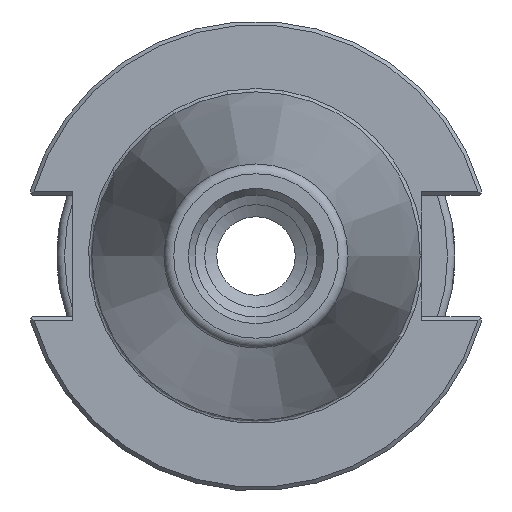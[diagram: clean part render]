
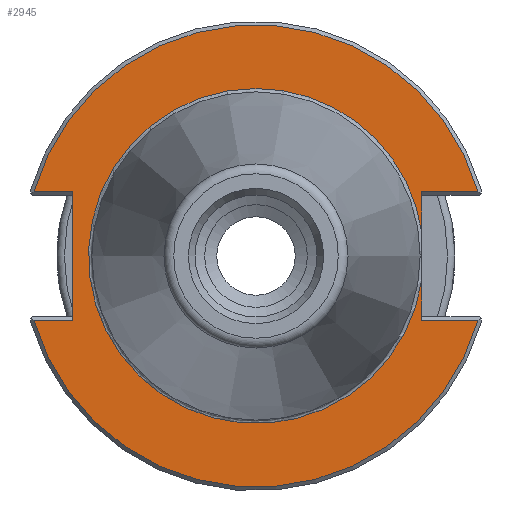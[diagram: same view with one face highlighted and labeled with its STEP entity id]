
A CAD part, left-side view. The second image highlights one B-rep face of the part: STEP entity #2945.
In plain terms, the highlighted planar face has unit normal (-1, 0, 0).
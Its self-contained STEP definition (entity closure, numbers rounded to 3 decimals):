
#127=PLANE('',#3159);
#205=FACE_OUTER_BOUND('',#362,.T.);
#362=EDGE_LOOP('',(#2034,#2035,#2036,#2037,#2038,#2039,#2040,#2041,#2042,
#2043,#2044));
#592=CIRCLE('',#3157,31.242);
#593=CIRCLE('',#3160,22.638);
#594=CIRCLE('',#3161,22.638);
#595=CIRCLE('',#3162,31.242);
#817=LINE('',#4741,#974);
#818=LINE('',#4744,#975);
#819=LINE('',#4750,#976);
#820=LINE('',#4752,#977);
#821=LINE('',#4756,#978);
#822=LINE('',#4758,#979);
#823=LINE('',#4759,#980);
#974=VECTOR('',#3636,10.);
#975=VECTOR('',#3639,10.);
#976=VECTOR('',#3644,10.);
#977=VECTOR('',#3645,10.);
#978=VECTOR('',#3648,10.);
#979=VECTOR('',#3649,10.);
#980=VECTOR('',#3650,10.);
#1159=VERTEX_POINT('',#4723);
#1160=VERTEX_POINT('',#4727);
#1163=VERTEX_POINT('',#4739);
#1164=VERTEX_POINT('',#4743);
#1165=VERTEX_POINT('',#4745);
#1166=VERTEX_POINT('',#4747);
#1167=VERTEX_POINT('',#4749);
#1168=VERTEX_POINT('',#4751);
#1169=VERTEX_POINT('',#4753);
#1170=VERTEX_POINT('',#4755);
#1171=VERTEX_POINT('',#4757);
#1517=EDGE_CURVE('',#1159,#1160,#592,.T.);
#1522=EDGE_CURVE('',#1163,#1159,#817,.T.);
#1523=EDGE_CURVE('',#1163,#1164,#818,.T.);
#1524=EDGE_CURVE('',#1164,#1165,#593,.T.);
#1525=EDGE_CURVE('',#1165,#1166,#594,.T.);
#1526=EDGE_CURVE('',#1166,#1167,#819,.T.);
#1527=EDGE_CURVE('',#1168,#1167,#820,.T.);
#1528=EDGE_CURVE('',#1169,#1168,#595,.T.);
#1529=EDGE_CURVE('',#1170,#1169,#821,.T.);
#1530=EDGE_CURVE('',#1170,#1171,#822,.T.);
#1531=EDGE_CURVE('',#1160,#1171,#823,.T.);
#2034=ORIENTED_EDGE('',*,*,#1522,.F.);
#2035=ORIENTED_EDGE('',*,*,#1523,.T.);
#2036=ORIENTED_EDGE('',*,*,#1524,.T.);
#2037=ORIENTED_EDGE('',*,*,#1525,.T.);
#2038=ORIENTED_EDGE('',*,*,#1526,.T.);
#2039=ORIENTED_EDGE('',*,*,#1527,.F.);
#2040=ORIENTED_EDGE('',*,*,#1528,.F.);
#2041=ORIENTED_EDGE('',*,*,#1529,.F.);
#2042=ORIENTED_EDGE('',*,*,#1530,.T.);
#2043=ORIENTED_EDGE('',*,*,#1531,.F.);
#2044=ORIENTED_EDGE('',*,*,#1517,.F.);
#2945=ADVANCED_FACE('',(#205),#127,.T.);
#3157=AXIS2_PLACEMENT_3D('',#4728,#3630,#3631);
#3159=AXIS2_PLACEMENT_3D('',#4742,#3637,#3638);
#3160=AXIS2_PLACEMENT_3D('',#4746,#3640,#3641);
#3161=AXIS2_PLACEMENT_3D('',#4748,#3642,#3643);
#3162=AXIS2_PLACEMENT_3D('',#4754,#3646,#3647);
#3630=DIRECTION('center_axis',(1.,0.,0.));
#3631=DIRECTION('ref_axis',(0.,0.,-1.));
#3636=DIRECTION('',(0.,-1.,0.));
#3637=DIRECTION('center_axis',(-1.,0.,0.));
#3638=DIRECTION('ref_axis',(0.,0.,1.));
#3639=DIRECTION('',(0.,0.,1.));
#3640=DIRECTION('center_axis',(1.,0.,0.));
#3641=DIRECTION('ref_axis',(0.,0.,-1.));
#3642=DIRECTION('center_axis',(1.,0.,0.));
#3643=DIRECTION('ref_axis',(0.,0.,-1.));
#3644=DIRECTION('',(0.,0.,1.));
#3645=DIRECTION('',(0.,1.,0.));
#3646=DIRECTION('center_axis',(1.,0.,0.));
#3647=DIRECTION('ref_axis',(0.,0.,-1.));
#3648=DIRECTION('',(0.,1.,0.));
#3649=DIRECTION('',(0.,0.,-1.));
#3650=DIRECTION('',(0.,-1.,0.));
#4723=CARTESIAN_POINT('',(3.175,-30.009,-8.69));
#4727=CARTESIAN_POINT('',(3.175,30.009,-8.69));
#4728=CARTESIAN_POINT('Origin',(3.175,0.,0.));
#4739=CARTESIAN_POINT('',(3.175,-22.41,-8.69));
#4741=CARTESIAN_POINT('',(3.175,4.416,-8.69));
#4742=CARTESIAN_POINT('Origin',(3.175,31.242,0.));
#4743=CARTESIAN_POINT('',(3.175,-22.41,-3.203));
#4744=CARTESIAN_POINT('',(3.175,-22.41,4.095));
#4745=CARTESIAN_POINT('',(3.175,0.,22.638));
#4746=CARTESIAN_POINT('Origin',(3.175,0.,0.));
#4747=CARTESIAN_POINT('',(3.175,-22.41,3.203));
#4748=CARTESIAN_POINT('Origin',(3.175,0.,0.));
#4749=CARTESIAN_POINT('',(3.175,-22.41,8.69));
#4750=CARTESIAN_POINT('',(3.175,-22.41,4.095));
#4751=CARTESIAN_POINT('',(3.175,-30.009,8.69));
#4752=CARTESIAN_POINT('',(3.175,-4.741,8.69));
#4753=CARTESIAN_POINT('',(3.175,30.009,8.69));
#4754=CARTESIAN_POINT('Origin',(3.175,0.,0.));
#4755=CARTESIAN_POINT('',(3.175,24.8,8.69));
#4756=CARTESIAN_POINT('',(3.175,28.021,8.69));
#4757=CARTESIAN_POINT('',(3.175,24.8,-8.69));
#4758=CARTESIAN_POINT('',(3.175,24.8,-4.095));
#4759=CARTESIAN_POINT('',(3.175,34.725,-8.69));
